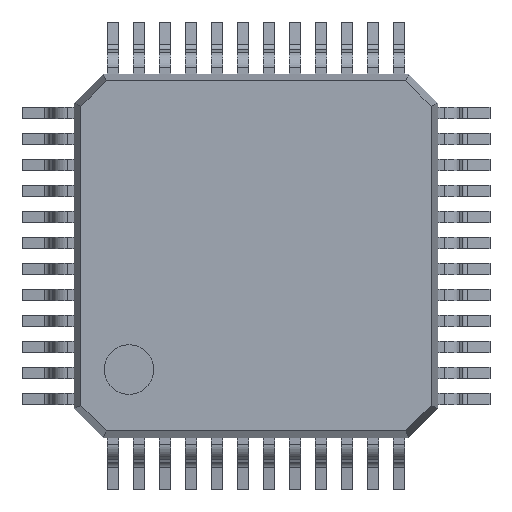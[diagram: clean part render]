
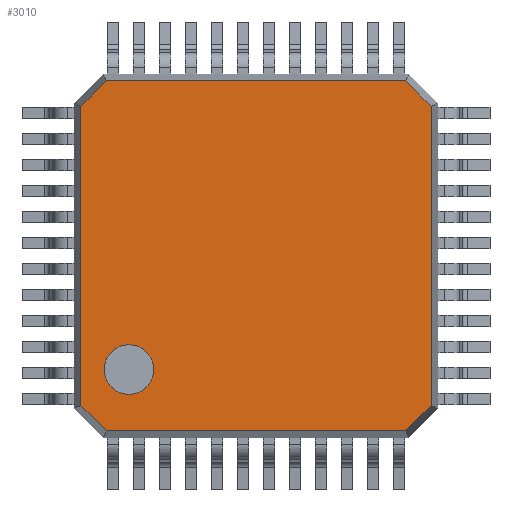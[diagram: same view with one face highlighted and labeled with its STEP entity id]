
A CAD part, top view. The second image highlights one B-rep face of the part: STEP entity #3010.
In plain terms, the highlighted planar face has unit normal (0, 0, 1).
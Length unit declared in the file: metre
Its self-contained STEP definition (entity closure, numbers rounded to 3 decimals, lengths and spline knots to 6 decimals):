
#2774 = EDGE_CURVE( '', #7979, #7980, #7981, .T. );
#2858 = EDGE_CURVE( '', #8134, #8135, #8136, .T. );
#3010 = ADVANCED_FACE( '', ( #8411, #8412 ), #8413, .T. );
#3132 = EDGE_CURVE( '', #8636, #8637, #8638, .T. );
#3236 = EDGE_CURVE( '', #8135, #8816, #8817, .T. );
#3376 = EDGE_CURVE( '', #7980, #9053, #9054, .T. );
#3972 = EDGE_CURVE( '', #9053, #10011, #10012, .T. );
#4324 = EDGE_CURVE( '', #8637, #8636, #10546, .T. );
#5894 = EDGE_CURVE( '', #10518, #8134, #12659, .T. );
#6166 = EDGE_CURVE( '', #8816, #7979, #12989, .T. );
#6752 = EDGE_CURVE( '', #10011, #10518, #13684, .T. );
#7979 = VERTEX_POINT( '', #15110 );
#7980 = VERTEX_POINT( '', #15111 );
#7981 = LINE( '', #15112, #15113 );
#8134 = VERTEX_POINT( '', #15321 );
#8135 = VERTEX_POINT( '', #15322 );
#8136 = LINE( '', #15323, #15324 );
#8411 = FACE_OUTER_BOUND( '', #15696, .T. );
#8412 = FACE_BOUND( '', #15697, .T. );
#8413 = PLANE( '', #15698 );
#8636 = VERTEX_POINT( '', #16010 );
#8637 = VERTEX_POINT( '', #16011 );
#8638 = CIRCLE( '', #16012, 0.000477 );
#8816 = VERTEX_POINT( '', #16257 );
#8817 = LINE( '', #16258, #16259 );
#9053 = VERTEX_POINT( '', #16578 );
#9054 = LINE( '', #16579, #16580 );
#10011 = VERTEX_POINT( '', #17909 );
#10012 = LINE( '', #17910, #17911 );
#10518 = VERTEX_POINT( '', #18609 );
#10546 = CIRCLE( '', #18649, 0.000477 );
#12659 = LINE( '', #21753, #21754 );
#12989 = LINE( '', #22259, #22260 );
#13684 = LINE( '', #23353, #23354 );
#15110 = CARTESIAN_POINT( '', ( -0.002881, 0.003369, 0.001536 ) );
#15111 = CARTESIAN_POINT( '', ( -0.003371, 0.00288, 0.001536 ) );
#15112 = CARTESIAN_POINT( '', ( -0.003126, 0.003124, 0.001536 ) );
#15113 = VECTOR( '', #25131, 1. );
#15321 = CARTESIAN_POINT( '', ( 0.003369, -0.002881, 0.001536 ) );
#15322 = CARTESIAN_POINT( '', ( 0.003369, 0.00288, 0.001536 ) );
#15323 = CARTESIAN_POINT( '', ( 0.003369, 0., 0.001536 ) );
#15324 = VECTOR( '', #25286, 1. );
#15696 = EDGE_LOOP( '', ( #25551, #25552, #25553, #25554, #25555, #25556, #25557, #25558 ) );
#15697 = EDGE_LOOP( '', ( #25559, #25560 ) );
#15698 = AXIS2_PLACEMENT_3D( '', #25561, #25562, #25563 );
#16010 = CARTESIAN_POINT( '', ( -0.002922, -0.002188, 0.001536 ) );
#16011 = CARTESIAN_POINT( '', ( -0.001967, -0.002188, 0.001536 ) );
#16012 = AXIS2_PLACEMENT_3D( '', #25740, #25741, #25742 );
#16257 = CARTESIAN_POINT( '', ( 0.00288, 0.003369, 0.001536 ) );
#16258 = CARTESIAN_POINT( '', ( 0.003125, 0.003124, 0.001536 ) );
#16259 = VECTOR( '', #25919, 1. );
#16578 = CARTESIAN_POINT( '', ( -0.003371, -0.002881, 0.001536 ) );
#16579 = CARTESIAN_POINT( '', ( -0.003371, 0., 0.001536 ) );
#16580 = VECTOR( '', #26172, 1. );
#17909 = CARTESIAN_POINT( '', ( -0.002881, -0.003371, 0.001536 ) );
#17910 = CARTESIAN_POINT( '', ( -0.003126, -0.003126, 0.001536 ) );
#17911 = VECTOR( '', #27253, 1. );
#18609 = CARTESIAN_POINT( '', ( 0.00288, -0.003371, 0.001536 ) );
#18649 = AXIS2_PLACEMENT_3D( '', #27926, #27927, #27928 );
#21753 = CARTESIAN_POINT( '', ( 0.00288, -0.003371, 0.001536 ) );
#21754 = VECTOR( '', #30823, 1. );
#22259 = CARTESIAN_POINT( '', ( 0., 0.003369, 0.001536 ) );
#22260 = VECTOR( '', #31270, 1. );
#23353 = CARTESIAN_POINT( '', ( 0., -0.003371, 0.001536 ) );
#23354 = VECTOR( '', #32247, 1. );
#25131 = DIRECTION( '', ( -0.707, -0.707, 0. ) );
#25286 = DIRECTION( '', ( 0., 1., 0. ) );
#25551 = ORIENTED_EDGE( '', *, *, #2858, .T. );
#25552 = ORIENTED_EDGE( '', *, *, #3236, .T. );
#25553 = ORIENTED_EDGE( '', *, *, #6166, .T. );
#25554 = ORIENTED_EDGE( '', *, *, #2774, .T. );
#25555 = ORIENTED_EDGE( '', *, *, #3376, .T. );
#25556 = ORIENTED_EDGE( '', *, *, #3972, .T. );
#25557 = ORIENTED_EDGE( '', *, *, #6752, .T. );
#25558 = ORIENTED_EDGE( '', *, *, #5894, .T. );
#25559 = ORIENTED_EDGE( '', *, *, #3132, .T. );
#25560 = ORIENTED_EDGE( '', *, *, #4324, .T. );
#25561 = CARTESIAN_POINT( '', ( 0., 0., 0.001536 ) );
#25562 = DIRECTION( '', ( 0., 0., 1. ) );
#25563 = DIRECTION( '', ( 1., 0., 0. ) );
#25740 = CARTESIAN_POINT( '', ( -0.002445, -0.002188, 0.001536 ) );
#25741 = DIRECTION( '', ( 0., 0., -1. ) );
#25742 = DIRECTION( '', ( -1., 0., 0. ) );
#25919 = DIRECTION( '', ( -0.707, 0.707, 0. ) );
#26172 = DIRECTION( '', ( 0., -1., 0. ) );
#27253 = DIRECTION( '', ( 0.707, -0.707, 0. ) );
#27926 = CARTESIAN_POINT( '', ( -0.002445, -0.002188, 0.001536 ) );
#27927 = DIRECTION( '', ( 0., 0., -1. ) );
#27928 = DIRECTION( '', ( -1., 0., 0. ) );
#30823 = DIRECTION( '', ( 0.707, 0.707, 0. ) );
#31270 = DIRECTION( '', ( -1., 0., 0. ) );
#32247 = DIRECTION( '', ( 1., 0., 0. ) );
